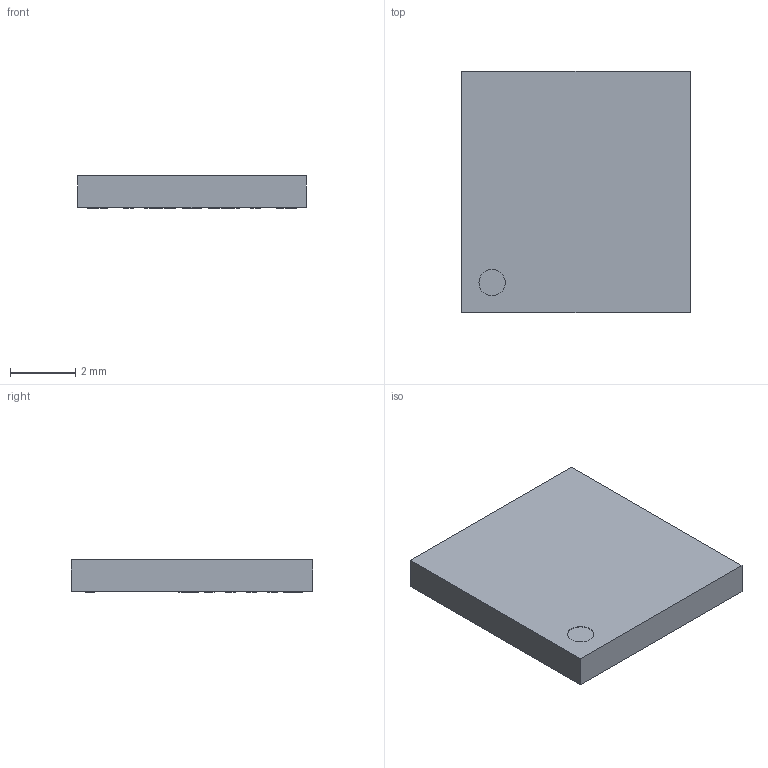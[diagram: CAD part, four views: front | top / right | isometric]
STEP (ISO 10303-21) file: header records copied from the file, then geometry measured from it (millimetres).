
FILE_DESCRIPTION( ( '' ), ' ' );
FILE_NAME( '59c733d95d4ab80be42249b9.step', '2017-09-24T04:26:01', ( '' ), ( '' ), ' ', ' ', ' ' );
FILE_SCHEMA( ( 'AUTOMOTIVE_DESIGN { 1 0 10303 214 1 1 1 1 }' ) );
Length unit declared in the file: metre
Products named in the file (38): Open CASCADE STEP translator 6.8 38; Open CASCADE STEP translator 6.8 37; Open CASCADE STEP translator 6.8 36; Open CASCADE STEP translator 6.8 35; Open CASCADE STEP translator 6.8 34; Open CASCADE STEP translator 6.8 33; Open CASCADE STEP translator 6.8 32; Open CASCADE STEP translator 6.8 31; Open CASCADE STEP translator 6.8 30; Open CASCADE STEP translator 6.8 29; Open CASCADE STEP translator 6.8 28; Open CASCADE STEP translator 6.8 27; Open CASCADE STEP translator 6.8 26; Open CASCADE STEP translator 6.8 25; Open CASCADE STEP translator 6.8 24; Open CASCADE STEP translator 6.8 23; Open CASCADE STEP translator 6.8 22; Open CASCADE STEP translator 6.8 21; Open CASCADE STEP translator 6.8 20; Open CASCADE STEP translator 6.8 19; Open CASCADE STEP translator 6.8 18; Open CASCADE STEP translator 6.8 17; Open CASCADE STEP translator 6.8 16; Open CASCADE STEP translator 6.8 15; Open CASCADE STEP translator 6.8 14; Open CASCADE STEP translator 6.8 13; Open CASCADE STEP translator 6.8 12; Open CASCADE STEP translator 6.8 11; Open CASCADE STEP translator 6.8 10; Open CASCADE STEP translator 6.8 9; Open CASCADE STEP translator 6.8 8; Open CASCADE STEP translator 6.8 7; Open CASCADE STEP translator 6.8 6; Open CASCADE STEP translator 6.8 5; Open CASCADE STEP translator 6.8 4; Open CASCADE STEP translator 6.8 3; Open CASCADE STEP translator 6.8 2; Open CASCADE STEP translator 6.8 1
Bounding box: 7 x 7.4 x 1 mm (x, y, z)
Volume: 50.9 mm3; surface area: 145.9 mm2
Topology: 38 solids, 38 shells, 230 faces, 459 edges, 306 vertices
Faces by surface type: plane 229, cylinder 1
Full cylindrical faces by diameter (mm): 0.806 x1
Entity records: 10336 total; most frequent: CARTESIAN_POINT 1032, DIRECTION 996, ORIENTED_EDGE 916, STYLED_ITEM 688, PRESENTATION_STYLE_ASSIGNMENT 688, COLOUR_RGB 688, EDGE_CURVE 458, CURVE_STYLE 458
